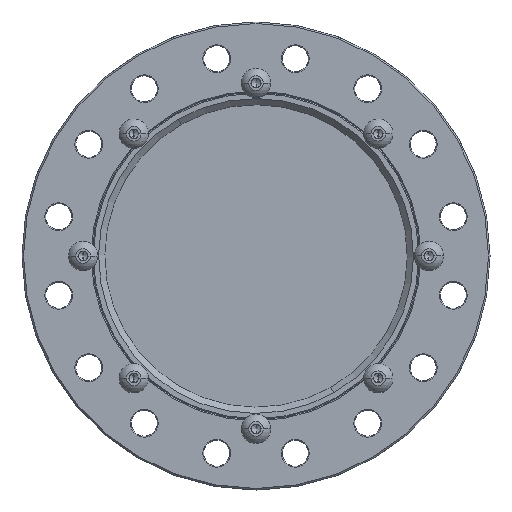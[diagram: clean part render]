
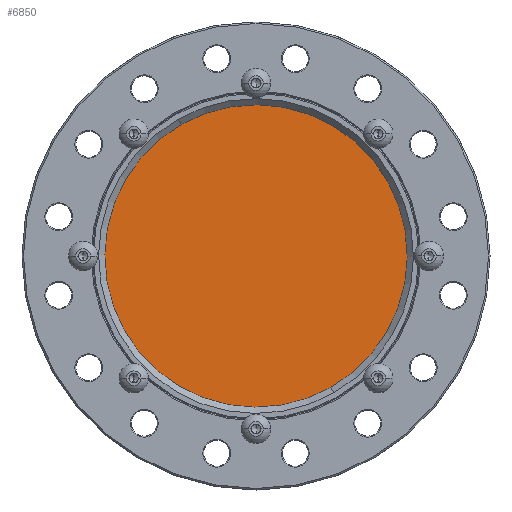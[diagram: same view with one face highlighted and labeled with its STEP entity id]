
A CAD part, front view. The second image highlights one B-rep face of the part: STEP entity #6850.
In plain terms, the highlighted face is planar.
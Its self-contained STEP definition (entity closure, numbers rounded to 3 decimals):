
#94 = AXIS2_PLACEMENT_3D ( 'NONE', #2944, #2850, #2815 ) ;
#235 = EDGE_LOOP ( 'NONE', ( #1801, #2119 ) ) ;
#852 = CARTESIAN_POINT ( 'NONE',  ( 52.6, 0., 0. ) ) ;
#1212 = AXIS2_PLACEMENT_3D ( 'NONE', #4047, #1215, #4742 ) ;
#1215 = DIRECTION ( 'NONE',  ( 0., 0., -1. ) ) ;
#1235 = EDGE_CURVE ( 'NONE', #4603, #6884, #3320, .T. ) ;
#1801 = ORIENTED_EDGE ( 'NONE', *, *, #1235, .T. ) ;
#2119 = ORIENTED_EDGE ( 'NONE', *, *, #7054, .T. ) ;
#2277 = CARTESIAN_POINT ( 'NONE',  ( -52.6, 0., 0. ) ) ;
#2587 = PLANE ( 'NONE',  #94 ) ;
#2815 = DIRECTION ( 'NONE',  ( 1., 0., 0. ) ) ;
#2850 = DIRECTION ( 'NONE',  ( 0., 0., 1. ) ) ;
#2944 = CARTESIAN_POINT ( 'NONE',  ( 0., 0., 0. ) ) ;
#3091 = DIRECTION ( 'NONE',  ( 1., 0., 0. ) ) ;
#3320 = CIRCLE ( 'NONE', #1212, 52.6 ) ;
#3635 = CIRCLE ( 'NONE', #6776, 52.6 ) ;
#4047 = CARTESIAN_POINT ( 'NONE',  ( 0., 0., 0. ) ) ;
#4603 = VERTEX_POINT ( 'NONE', #852 ) ;
#4742 = DIRECTION ( 'NONE',  ( 1., 0., 0. ) ) ;
#4878 = DIRECTION ( 'NONE',  ( 0., 0., -1. ) ) ;
#6003 = CARTESIAN_POINT ( 'NONE',  ( 0., 0., 0. ) ) ;
#6776 = AXIS2_PLACEMENT_3D ( 'NONE', #6003, #4878, #3091 ) ;
#6850 = ADVANCED_FACE ( 'NONE', ( #7327 ), #2587, .F. ) ;
#6884 = VERTEX_POINT ( 'NONE', #2277 ) ;
#7054 = EDGE_CURVE ( 'NONE', #6884, #4603, #3635, .T. ) ;
#7327 = FACE_OUTER_BOUND ( 'NONE', #235, .T. ) ;
